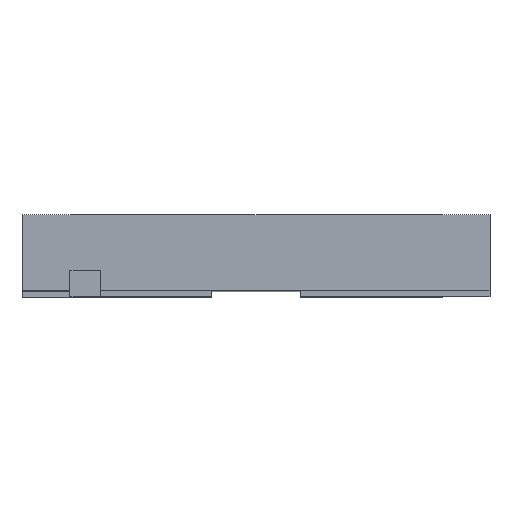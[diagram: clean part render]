
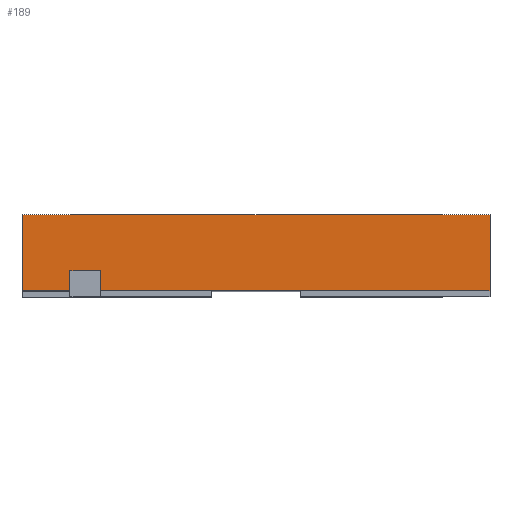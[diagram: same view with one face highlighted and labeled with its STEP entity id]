
A CAD part, top view. The second image highlights one B-rep face of the part: STEP entity #189.
In plain terms, the highlighted planar face has unit normal (0, 0, 1).
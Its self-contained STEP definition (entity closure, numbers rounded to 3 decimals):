
#72 = CARTESIAN_POINT ( 'NONE',  ( -1.59, 0.03, 2. ) ) ;
#78 = CARTESIAN_POINT ( 'NONE',  ( -1.33, 0.2, 2. ) ) ;
#154 = EDGE_CURVE ( 'NONE', #1654, #2170, #460, .T. ) ;
#189 = ADVANCED_FACE ( 'NONE', ( #541 ), #2570, .F. ) ;
#319 = ORIENTED_EDGE ( 'NONE', *, *, #381, .F. ) ;
#332 = EDGE_CURVE ( 'NONE', #1328, #2636, #1899, .T. ) ;
#352 = DIRECTION ( 'NONE',  ( 0., 0., -1. ) ) ;
#381 = EDGE_CURVE ( 'NONE', #2753, #1654, #3646, .T. ) ;
#401 = ORIENTED_EDGE ( 'NONE', *, *, #639, .T. ) ;
#429 = CARTESIAN_POINT ( 'NONE',  ( -1.33, 0.2, 2. ) ) ;
#460 = LINE ( 'NONE', #1739, #2957 ) ;
#541 = FACE_OUTER_BOUND ( 'NONE', #1865, .T. ) ;
#639 = EDGE_CURVE ( 'NONE', #2753, #3360, #889, .T. ) ;
#671 = ORIENTED_EDGE ( 'NONE', *, *, #2817, .F. ) ;
#730 = CARTESIAN_POINT ( 'NONE',  ( 2., 0.68, 2. ) ) ;
#746 = EDGE_CURVE ( 'NONE', #2170, #1327, #2578, .T. ) ;
#852 = EDGE_CURVE ( 'NONE', #3259, #1327, #3071, .T. ) ;
#866 = ORIENTED_EDGE ( 'NONE', *, *, #746, .F. ) ;
#889 = LINE ( 'NONE', #1659, #2172 ) ;
#979 = LINE ( 'NONE', #2920, #988 ) ;
#988 = VECTOR ( 'NONE', #1472, 1000. ) ;
#1052 = CARTESIAN_POINT ( 'NONE',  ( 2., 0.68, 2. ) ) ;
#1135 = DIRECTION ( 'NONE',  ( 0., -1., 0. ) ) ;
#1241 = CARTESIAN_POINT ( 'NONE',  ( 2., 0.68, 2. ) ) ;
#1305 = CARTESIAN_POINT ( 'NONE',  ( -2., 0.68, 2. ) ) ;
#1327 = VERTEX_POINT ( 'NONE', #1961 ) ;
#1328 = VERTEX_POINT ( 'NONE', #1052 ) ;
#1345 = DIRECTION ( 'NONE',  ( -1., 0., 0. ) ) ;
#1403 = VECTOR ( 'NONE', #2424, 1000. ) ;
#1472 = DIRECTION ( 'NONE',  ( -1., 0., 0. ) ) ;
#1497 = CARTESIAN_POINT ( 'NONE',  ( -1.33, 0.03, 2. ) ) ;
#1623 = ORIENTED_EDGE ( 'NONE', *, *, #154, .F. ) ;
#1654 = VERTEX_POINT ( 'NONE', #3576 ) ;
#1659 = CARTESIAN_POINT ( 'NONE',  ( -1.33, 0.2, 2. ) ) ;
#1739 = CARTESIAN_POINT ( 'NONE',  ( -1.59, 0.2, 2. ) ) ;
#1865 = EDGE_LOOP ( 'NONE', ( #2807, #866, #1623, #319, #401, #2543, #2534, #671 ) ) ;
#1899 = LINE ( 'NONE', #730, #3044 ) ;
#1913 = CARTESIAN_POINT ( 'NONE',  ( -2., 0.68, 2. ) ) ;
#1961 = CARTESIAN_POINT ( 'NONE',  ( -2., 0.03, 2. ) ) ;
#2156 = LINE ( 'NONE', #1241, #2220 ) ;
#2170 = VERTEX_POINT ( 'NONE', #72 ) ;
#2172 = VECTOR ( 'NONE', #2439, 1000. ) ;
#2220 = VECTOR ( 'NONE', #2309, 1000. ) ;
#2309 = DIRECTION ( 'NONE',  ( 1., 0., 0. ) ) ;
#2346 = DIRECTION ( 'NONE',  ( -1., 0., 0. ) ) ;
#2424 = DIRECTION ( 'NONE',  ( -1., 0., 0. ) ) ;
#2439 = DIRECTION ( 'NONE',  ( 0., -1., 0. ) ) ;
#2534 = ORIENTED_EDGE ( 'NONE', *, *, #332, .F. ) ;
#2543 = ORIENTED_EDGE ( 'NONE', *, *, #2756, .F. ) ;
#2570 = PLANE ( 'NONE',  #2969 ) ;
#2578 = LINE ( 'NONE', #3040, #1403 ) ;
#2594 = DIRECTION ( 'NONE',  ( 0., -1., 0. ) ) ;
#2636 = VERTEX_POINT ( 'NONE', #3131 ) ;
#2753 = VERTEX_POINT ( 'NONE', #78 ) ;
#2756 = EDGE_CURVE ( 'NONE', #2636, #3360, #979, .T. ) ;
#2807 = ORIENTED_EDGE ( 'NONE', *, *, #852, .T. ) ;
#2817 = EDGE_CURVE ( 'NONE', #3259, #1328, #2156, .T. ) ;
#2894 = CARTESIAN_POINT ( 'NONE',  ( 2., 0.68, 2. ) ) ;
#2920 = CARTESIAN_POINT ( 'NONE',  ( 2., 0.03, 2. ) ) ;
#2957 = VECTOR ( 'NONE', #1135, 1000. ) ;
#2969 = AXIS2_PLACEMENT_3D ( 'NONE', #2894, #352, #1345 ) ;
#3040 = CARTESIAN_POINT ( 'NONE',  ( -1.59, 0.03, 2. ) ) ;
#3044 = VECTOR ( 'NONE', #2594, 1000. ) ;
#3071 = LINE ( 'NONE', #1913, #3081 ) ;
#3081 = VECTOR ( 'NONE', #3607, 1000. ) ;
#3131 = CARTESIAN_POINT ( 'NONE',  ( 2., 0.03, 2. ) ) ;
#3259 = VERTEX_POINT ( 'NONE', #1305 ) ;
#3360 = VERTEX_POINT ( 'NONE', #1497 ) ;
#3576 = CARTESIAN_POINT ( 'NONE',  ( -1.59, 0.2, 2. ) ) ;
#3595 = VECTOR ( 'NONE', #2346, 1000. ) ;
#3607 = DIRECTION ( 'NONE',  ( 0., -1., 0. ) ) ;
#3646 = LINE ( 'NONE', #429, #3595 ) ;
